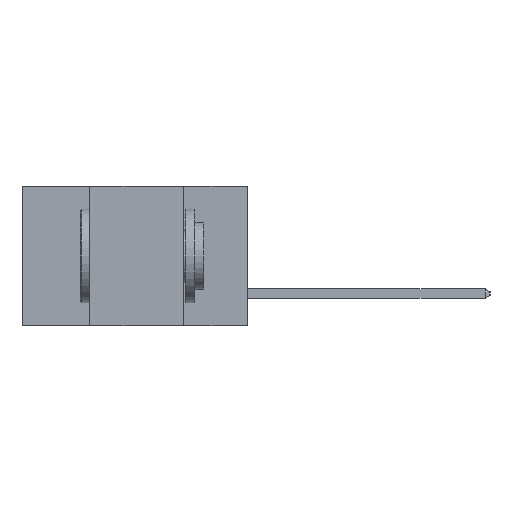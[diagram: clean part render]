
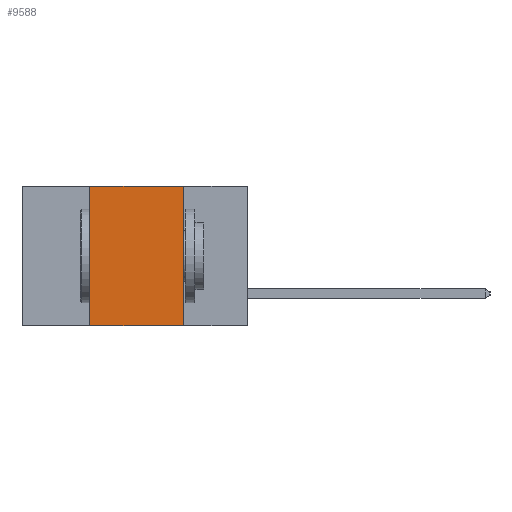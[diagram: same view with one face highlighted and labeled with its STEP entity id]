
A CAD part, left-side view. The second image highlights one B-rep face of the part: STEP entity #9588.
In plain terms, the highlighted planar face has unit normal (-1, 0, 0).
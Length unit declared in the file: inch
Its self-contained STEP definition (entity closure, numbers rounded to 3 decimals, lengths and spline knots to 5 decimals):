
#82 = EDGE_CURVE ( 'NONE', #10451, #6963, #13071, .T. ) ;
#451 = CARTESIAN_POINT ( 'NONE',  ( 0., 0.6, 0. ) ) ;
#1483 = LINE ( 'NONE', #2205, #9753 ) ;
#1598 = DIRECTION ( 'NONE',  ( 0., -1., 0. ) ) ;
#1904 = DIRECTION ( 'NONE',  ( 0., 0., -1. ) ) ;
#1922 = DIRECTION ( 'NONE',  ( 1., 0., 0. ) ) ;
#1954 = PLANE ( 'NONE',  #6701 ) ;
#1969 = CARTESIAN_POINT ( 'NONE',  ( 0., 0.6, 0. ) ) ;
#2205 = CARTESIAN_POINT ( 'NONE',  ( 0., 0.6, -0.37 ) ) ;
#2864 = LINE ( 'NONE', #451, #13264 ) ;
#3023 = EDGE_CURVE ( 'NONE', #5970, #13323, #11274, .T. ) ;
#3280 = DIRECTION ( 'NONE',  ( 0., -1., 0. ) ) ;
#3587 = DIRECTION ( 'NONE',  ( 0., 0., 1. ) ) ;
#5001 = CARTESIAN_POINT ( 'NONE',  ( 0., 0.17, -0.37 ) ) ;
#5695 = CARTESIAN_POINT ( 'NONE',  ( 0., 0.42, -0.37 ) ) ;
#5970 = VERTEX_POINT ( 'NONE', #7695 ) ;
#6212 = CARTESIAN_POINT ( 'NONE',  ( 0., 0.17, 0. ) ) ;
#6701 = AXIS2_PLACEMENT_3D ( 'NONE', #1969, #1922, #1904 ) ;
#6963 = VERTEX_POINT ( 'NONE', #5001 ) ;
#7057 = DIRECTION ( 'NONE',  ( 0., 0., -1. ) ) ;
#7287 = VECTOR ( 'NONE', #7057, 39.37008 ) ;
#7695 = CARTESIAN_POINT ( 'NONE',  ( 0., 0.42, -0.37 ) ) ;
#7986 = VECTOR ( 'NONE', #3587, 39.37008 ) ;
#9588 = ADVANCED_FACE ( 'NONE', ( #13752 ), #1954, .F. ) ;
#9753 = VECTOR ( 'NONE', #3280, 39.37008 ) ;
#10219 = EDGE_CURVE ( 'NONE', #13323, #10451, #2864, .T. ) ;
#10451 = VERTEX_POINT ( 'NONE', #6212 ) ;
#11046 = ORIENTED_EDGE ( 'NONE', *, *, #10219, .F. ) ;
#11200 = EDGE_CURVE ( 'NONE', #5970, #6963, #1483, .T. ) ;
#11274 = LINE ( 'NONE', #5695, #7986 ) ;
#11605 = CARTESIAN_POINT ( 'NONE',  ( 0., 0.42, 0. ) ) ;
#11632 = ORIENTED_EDGE ( 'NONE', *, *, #3023, .F. ) ;
#12163 = ORIENTED_EDGE ( 'NONE', *, *, #11200, .T. ) ;
#13071 = LINE ( 'NONE', #13297, #7287 ) ;
#13264 = VECTOR ( 'NONE', #1598, 39.37008 ) ;
#13297 = CARTESIAN_POINT ( 'NONE',  ( 0., 0.17, -0.37 ) ) ;
#13323 = VERTEX_POINT ( 'NONE', #11605 ) ;
#13739 = ORIENTED_EDGE ( 'NONE', *, *, #82, .F. ) ;
#13752 = FACE_OUTER_BOUND ( 'NONE', #13912, .T. ) ;
#13912 = EDGE_LOOP ( 'NONE', ( #13739, #11046, #11632, #12163 ) ) ;
